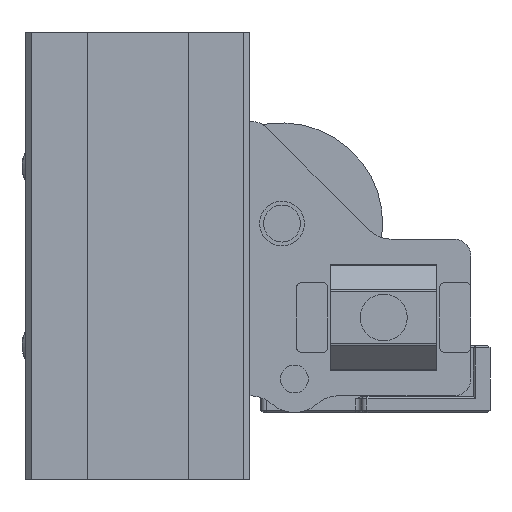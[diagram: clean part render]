
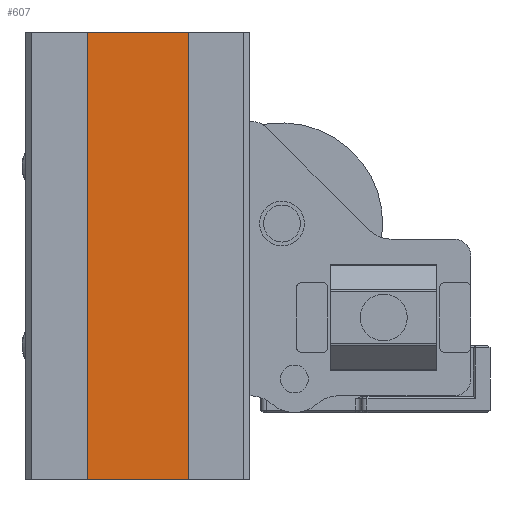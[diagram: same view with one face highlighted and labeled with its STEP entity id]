
A CAD part, front view. The second image highlights one B-rep face of the part: STEP entity #607.
In plain terms, the highlighted planar face has unit normal (0, -1, 0).
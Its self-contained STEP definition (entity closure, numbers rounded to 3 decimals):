
#470 = VERTEX_POINT('',#471);
#471 = CARTESIAN_POINT('',(-4.5,6.,19.95));
#477 = EDGE_CURVE('',#470,#478,#480,.T.);
#478 = VERTEX_POINT('',#479);
#479 = CARTESIAN_POINT('',(4.5,6.,19.95));
#480 = LINE('',#481,#482);
#481 = CARTESIAN_POINT('',(-4.5,6.,19.95));
#482 = VECTOR('',#483,1.);
#483 = DIRECTION('',(1.,0.,0.));
#566 = VERTEX_POINT('',#567);
#567 = CARTESIAN_POINT('',(4.5,6.,-19.95));
#573 = EDGE_CURVE('',#574,#566,#576,.T.);
#574 = VERTEX_POINT('',#575);
#575 = CARTESIAN_POINT('',(-4.5,6.,-19.95));
#576 = LINE('',#577,#578);
#577 = CARTESIAN_POINT('',(-4.5,6.,-19.95));
#578 = VECTOR('',#579,1.);
#579 = DIRECTION('',(1.,0.,0.));
#607 = ADVANCED_FACE('',(#608),#624,.F.);
#608 = FACE_BOUND('',#609,.T.);
#609 = EDGE_LOOP('',(#610,#611,#617,#618));
#610 = ORIENTED_EDGE('',*,*,#573,.T.);
#611 = ORIENTED_EDGE('',*,*,#612,.F.);
#612 = EDGE_CURVE('',#478,#566,#613,.T.);
#613 = LINE('',#614,#615);
#614 = CARTESIAN_POINT('',(4.5,6.,19.95));
#615 = VECTOR('',#616,1.);
#616 = DIRECTION('',(-0.,-0.,-1.));
#617 = ORIENTED_EDGE('',*,*,#477,.F.);
#618 = ORIENTED_EDGE('',*,*,#619,.T.);
#619 = EDGE_CURVE('',#470,#574,#620,.T.);
#620 = LINE('',#621,#622);
#621 = CARTESIAN_POINT('',(-4.5,6.,19.95));
#622 = VECTOR('',#623,1.);
#623 = DIRECTION('',(-0.,-0.,-1.));
#624 = PLANE('',#625);
#625 = AXIS2_PLACEMENT_3D('',#626,#627,#628);
#626 = CARTESIAN_POINT('',(-4.5,6.,19.95));
#627 = DIRECTION('',(0.,1.,-0.));
#628 = DIRECTION('',(-1.,0.,0.));
